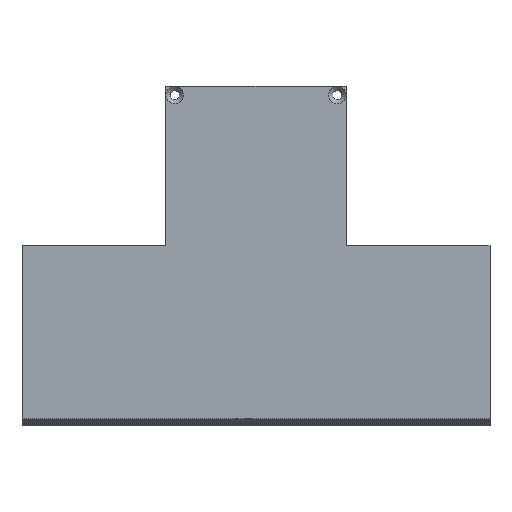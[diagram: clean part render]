
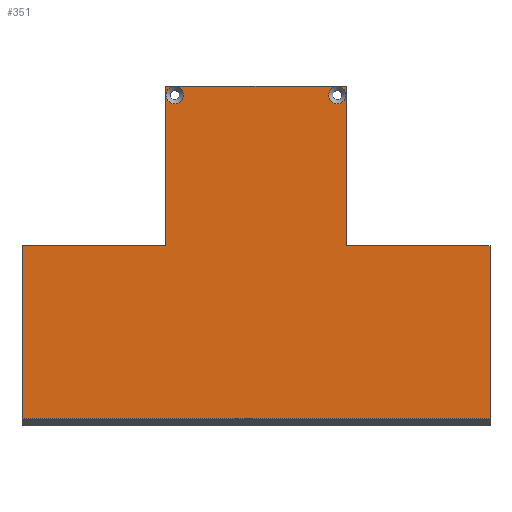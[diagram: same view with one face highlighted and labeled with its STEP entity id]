
A CAD part, top view. The second image highlights one B-rep face of the part: STEP entity #351.
In plain terms, the highlighted planar face has unit normal (0, 0, 1).
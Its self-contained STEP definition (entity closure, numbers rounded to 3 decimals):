
#17=PLANE('',#391);
#37=FACE_OUTER_BOUND('',#55,.T.);
#55=EDGE_LOOP('',(#263,#264,#265,#266,#267,#268,#269,#270,#271,#272,#273,
#274,#275,#276));
#75=LINE('',#529,#117);
#76=LINE('',#531,#118);
#77=LINE('',#533,#119);
#78=LINE('',#535,#120);
#79=LINE('',#537,#121);
#80=LINE('',#539,#122);
#81=LINE('',#540,#123);
#82=LINE('',#541,#124);
#83=LINE('',#543,#125);
#84=LINE('',#544,#126);
#117=VECTOR('',#437,10.);
#118=VECTOR('',#438,10.);
#119=VECTOR('',#439,10.);
#120=VECTOR('',#440,10.);
#121=VECTOR('',#441,10.);
#122=VECTOR('',#442,10.);
#123=VECTOR('',#443,10.);
#124=VECTOR('',#444,10.);
#125=VECTOR('',#445,10.);
#126=VECTOR('',#446,10.);
#155=CIRCLE('',#380,2.75);
#156=CIRCLE('',#381,2.75);
#159=CIRCLE('',#386,2.75);
#160=CIRCLE('',#387,2.75);
#163=VERTEX_POINT('',#503);
#164=VERTEX_POINT('',#504);
#167=VERTEX_POINT('',#515);
#168=VERTEX_POINT('',#516);
#171=VERTEX_POINT('',#527);
#172=VERTEX_POINT('',#528);
#173=VERTEX_POINT('',#530);
#174=VERTEX_POINT('',#532);
#175=VERTEX_POINT('',#534);
#176=VERTEX_POINT('',#536);
#177=VERTEX_POINT('',#538);
#178=VERTEX_POINT('',#542);
#195=EDGE_CURVE('',#163,#164,#155,.T.);
#196=EDGE_CURVE('',#164,#163,#156,.T.);
#201=EDGE_CURVE('',#167,#168,#159,.T.);
#202=EDGE_CURVE('',#168,#167,#160,.T.);
#207=EDGE_CURVE('',#171,#172,#75,.T.);
#208=EDGE_CURVE('',#173,#171,#76,.T.);
#209=EDGE_CURVE('',#173,#174,#77,.T.);
#210=EDGE_CURVE('',#175,#174,#78,.F.);
#211=EDGE_CURVE('',#176,#175,#79,.T.);
#212=EDGE_CURVE('',#177,#176,#80,.F.);
#213=EDGE_CURVE('',#167,#177,#81,.T.);
#214=EDGE_CURVE('',#163,#167,#82,.T.);
#215=EDGE_CURVE('',#178,#163,#83,.T.);
#216=EDGE_CURVE('',#172,#178,#84,.T.);
#263=ORIENTED_EDGE('',*,*,#207,.F.);
#264=ORIENTED_EDGE('',*,*,#208,.F.);
#265=ORIENTED_EDGE('',*,*,#209,.T.);
#266=ORIENTED_EDGE('',*,*,#210,.F.);
#267=ORIENTED_EDGE('',*,*,#211,.F.);
#268=ORIENTED_EDGE('',*,*,#212,.F.);
#269=ORIENTED_EDGE('',*,*,#213,.F.);
#270=ORIENTED_EDGE('',*,*,#201,.T.);
#271=ORIENTED_EDGE('',*,*,#202,.T.);
#272=ORIENTED_EDGE('',*,*,#214,.F.);
#273=ORIENTED_EDGE('',*,*,#195,.T.);
#274=ORIENTED_EDGE('',*,*,#196,.T.);
#275=ORIENTED_EDGE('',*,*,#215,.F.);
#276=ORIENTED_EDGE('',*,*,#216,.F.);
#351=ADVANCED_FACE('',(#37),#17,.T.);
#380=AXIS2_PLACEMENT_3D('',#505,#409,#410);
#381=AXIS2_PLACEMENT_3D('',#506,#411,#412);
#386=AXIS2_PLACEMENT_3D('',#517,#423,#424);
#387=AXIS2_PLACEMENT_3D('',#518,#425,#426);
#391=AXIS2_PLACEMENT_3D('',#526,#435,#436);
#409=DIRECTION('center_axis',(0.,0.,-1.));
#410=DIRECTION('ref_axis',(1.,0.,0.));
#411=DIRECTION('center_axis',(0.,0.,-1.));
#412=DIRECTION('ref_axis',(1.,0.,0.));
#423=DIRECTION('center_axis',(0.,0.,-1.));
#424=DIRECTION('ref_axis',(1.,0.,0.));
#425=DIRECTION('center_axis',(0.,0.,-1.));
#426=DIRECTION('ref_axis',(1.,0.,0.));
#435=DIRECTION('center_axis',(0.,0.,1.));
#436=DIRECTION('ref_axis',(0.,-1.,0.));
#437=DIRECTION('',(1.,0.,0.));
#438=DIRECTION('',(0.,1.,0.));
#439=DIRECTION('',(1.,0.,0.));
#440=DIRECTION('',(0.,1.,0.));
#441=DIRECTION('',(1.,0.,0.));
#442=DIRECTION('',(0.,1.,0.));
#443=DIRECTION('',(1.,0.,0.));
#444=DIRECTION('',(1.,0.,0.));
#445=DIRECTION('',(1.,0.,0.));
#446=DIRECTION('',(0.,1.,0.));
#503=CARTESIAN_POINT('',(49.5,148.25,55.));
#504=CARTESIAN_POINT('',(46.75,145.5,55.));
#505=CARTESIAN_POINT('Origin',(49.5,145.5,55.));
#506=CARTESIAN_POINT('Origin',(49.5,145.5,55.));
#515=CARTESIAN_POINT('',(100.5,148.25,55.));
#516=CARTESIAN_POINT('',(97.75,145.5,55.));
#517=CARTESIAN_POINT('Origin',(100.5,145.5,55.));
#518=CARTESIAN_POINT('Origin',(100.5,145.5,55.));
#526=CARTESIAN_POINT('Origin',(1.625,98.25,55.));
#527=CARTESIAN_POINT('',(1.625,98.25,55.));
#528=CARTESIAN_POINT('',(46.625,98.25,55.));
#529=CARTESIAN_POINT('',(1.625,98.25,55.));
#530=CARTESIAN_POINT('',(1.625,43.993,55.));
#531=CARTESIAN_POINT('',(1.625,84.156,55.));
#532=CARTESIAN_POINT('',(148.375,43.993,55.));
#533=CARTESIAN_POINT('',(1.625,43.993,55.));
#534=CARTESIAN_POINT('',(148.375,98.25,55.));
#535=CARTESIAN_POINT('',(148.375,84.156,55.));
#536=CARTESIAN_POINT('',(103.375,98.25,55.));
#537=CARTESIAN_POINT('',(1.625,98.25,55.));
#538=CARTESIAN_POINT('',(103.375,148.25,55.));
#539=CARTESIAN_POINT('',(103.375,136.594,55.));
#540=CARTESIAN_POINT('',(46.625,148.25,55.));
#541=CARTESIAN_POINT('',(46.625,148.25,55.));
#542=CARTESIAN_POINT('',(46.625,148.25,55.));
#543=CARTESIAN_POINT('',(46.625,148.25,55.));
#544=CARTESIAN_POINT('',(46.625,136.594,55.));
